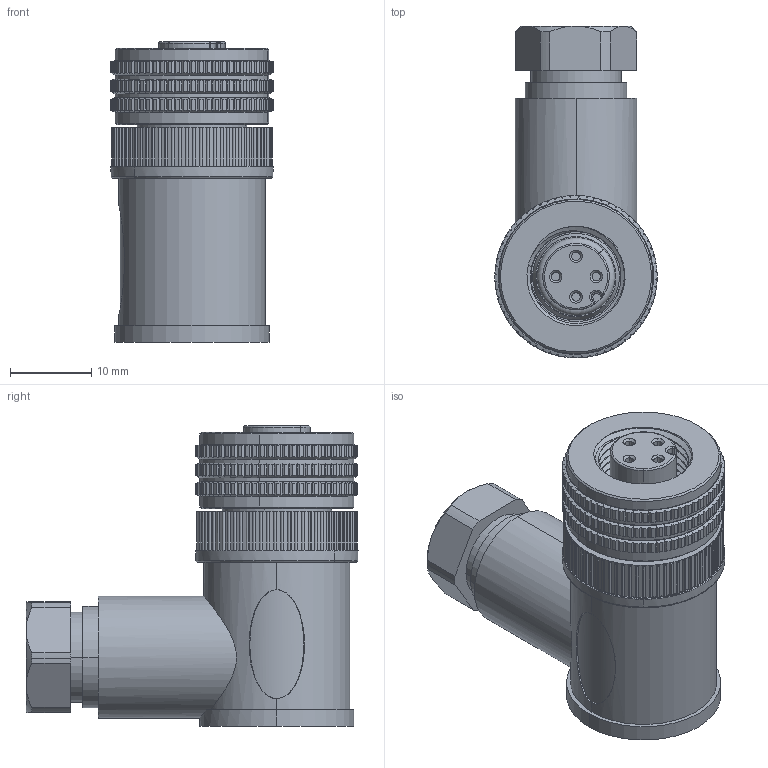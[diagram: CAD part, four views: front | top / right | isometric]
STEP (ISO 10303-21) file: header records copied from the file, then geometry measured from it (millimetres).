
FILE_DESCRIPTION((''),'2;1');
FILE_NAME('234941_ASM','2023-05-30T14:54:25',('banengservice'),('BANNER ENGINEERING'),'CREO PARAMETRIC BY PTC INC, 2022414','CREO PARAMETRIC BY PTC INC, 2022414','');
FILE_SCHEMA(('CONFIG_CONTROL_DESIGN'));
Length unit declared in the file: millimetre
Products named in the file (2): 234941_EP01; 234941_ASM
Assembly tree (1 placements, depth 2):
  234941_ASM
    234941_EP01
Bounding box: 20 x 40.91 x 37 mm (x, y, z)
Volume: 13169.8 mm3; surface area: 5492.1 mm2
Topology: 1 solids, 3 shells, 1185 faces, 3317 edges, 2154 vertices
Faces by surface type: plane 489, cylinder 446, bspline 128, torus 84, cone 36, sphere 2
Entity records: 48479 total; most frequent: CARTESIAN_POINT 19528, ORIENTED_EDGE 6630, DIRECTION 5560, EDGE_CURVE 3315, AXIS2_PLACEMENT_3D 2325, VERTEX_POINT 2154, CIRCLE 1265, EDGE_LOOP 1205
